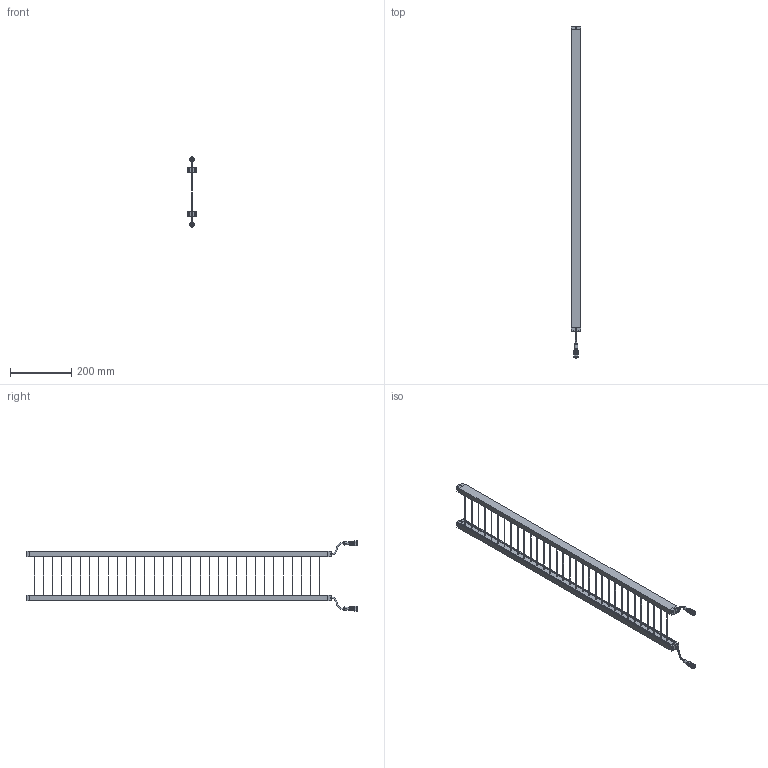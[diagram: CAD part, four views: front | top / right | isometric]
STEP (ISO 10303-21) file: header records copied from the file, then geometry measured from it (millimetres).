
FILE_DESCRIPTION((''),'2;1');
FILE_NAME('GAVI12A8F49BCQGN_ASM','2017-12-07T',('Gavin'),(''),'PRO/ENGINEER BY PARAMETRIC TECHNOLOGY CORPORATION, 2009440','PRO/ENGINEER BY PARAMETRIC TECHNOLOGY CORPORATION, 2009440','');
FILE_SCHEMA(('CONFIG_CONTROL_DESIGN'));
Length unit declared in the file: millimetre
Products named in the file (22): MANIFOLD_SOLID_BREP_3342; MANIFOLD_SOLID_BREP_3348; MANIFOLD_SOLID_BREP_3355; MANIFOLD_SOLID_BREP_3361; MANIFOLD_SOLID_BREP_3365; MANIFOLD_SOLID_BREP_3372; MANIFOLD_SOLID_BREP_3347; MANIFOLD_SOLID_BREP_3351; MANIFOLD_SOLID_BREP_3359; MANIFOLD_SOLID_BREP_3358; CABLE; ZUOSHANG; MANIFOLD_SOLID_BREP_3344; MANIFOLD_SOLID_BREP_3349; MANIFOLD_SOLID_BREP_3350; MANIFOLD_SOLID_BREP_3356; MANIFOLD_SOLID_BREP_3363; MANIFOLD_SOLID_BREP_3364; MANIFOLD_SOLID_BREP_3366; MANIFOLD_SOLID_BREP_3367; XIAN; GAVI12A8F49BCQGN_ASM
Assembly tree (32 placements, depth 2):
  GAVI12A8F49BCQGN_ASM
    MANIFOLD_SOLID_BREP_3342
    MANIFOLD_SOLID_BREP_3348
    MANIFOLD_SOLID_BREP_3355
    MANIFOLD_SOLID_BREP_3361
    MANIFOLD_SOLID_BREP_3365
    MANIFOLD_SOLID_BREP_3372
    MANIFOLD_SOLID_BREP_3347
    MANIFOLD_SOLID_BREP_3351
    MANIFOLD_SOLID_BREP_3359
    MANIFOLD_SOLID_BREP_3358
    CABLE
    ZUOSHANG  x4
    MANIFOLD_SOLID_BREP_3344
    MANIFOLD_SOLID_BREP_3349
    MANIFOLD_SOLID_BREP_3350
    MANIFOLD_SOLID_BREP_3356
    MANIFOLD_SOLID_BREP_3363
    MANIFOLD_SOLID_BREP_3364
    MANIFOLD_SOLID_BREP_3366
    MANIFOLD_SOLID_BREP_3367  x9
    XIAN
Bounding box: 30 x 1081 x 228.53 mm (x, y, z)
Volume: 807368 mm3; surface area: 347191 mm2
Topology: 62 solids, 62 shells, 1742 faces, 4562 edges, 2982 vertices
Faces by surface type: plane 684, cylinder 610, bspline 260, torus 176, cone 8, sphere 4
Entity records: 43785 total; most frequent: CARTESIAN_POINT 14335, ORIENTED_EDGE 6260, DIRECTION 6130, EDGE_CURVE 3130, AXIS2_PLACEMENT_3D 2499, VERTEX_POINT 2094, CIRCLE 1444, EDGE_LOOP 1198
